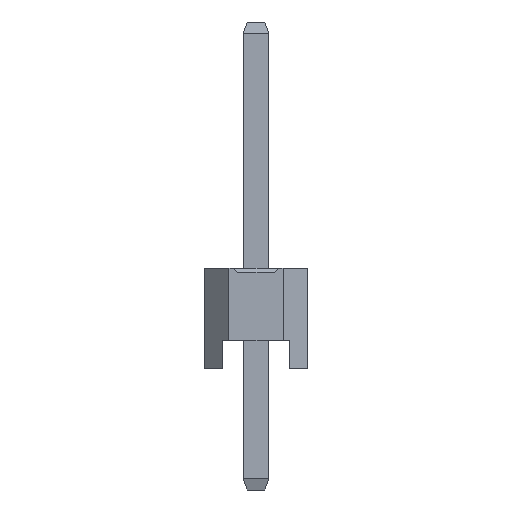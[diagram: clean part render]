
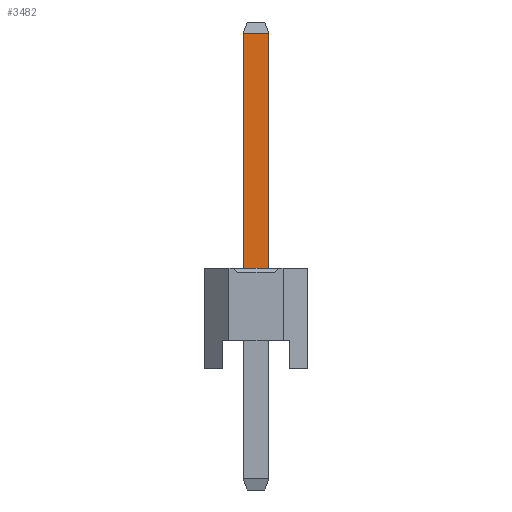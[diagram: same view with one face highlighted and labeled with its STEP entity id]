
A CAD part, left-side view. The second image highlights one B-rep face of the part: STEP entity #3482.
In plain terms, the highlighted planar face has unit normal (-1, 0, 0).
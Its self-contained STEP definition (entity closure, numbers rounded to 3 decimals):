
#3482=ADVANCED_FACE('',(#9144),#9146,.T.);
#9144=FACE_BOUND('',#9145,.T.);
#9145=EDGE_LOOP('',(#13581,#13582,#13583,#13584));
#9146=PLANE('',#9147);
#9147=AXIS2_PLACEMENT_3D('',#9148,#9149,#9150);
#9148=CARTESIAN_POINT('',(-0.32,0.32,-3.));
#9149=DIRECTION('',(-1.,0.,0.));
#9150=DIRECTION('',(0.,-1.,0.));
#13581=ORIENTED_EDGE('',*,*,#16172,.F.);
#13582=ORIENTED_EDGE('',*,*,#16167,.F.);
#13583=ORIENTED_EDGE('',*,*,#15324,.T.);
#13584=ORIENTED_EDGE('',*,*,#16171,.T.);
#15324=EDGE_CURVE('',#17526,#17530,#17532,.T.);
#16167=EDGE_CURVE('',#17526,#18794,#18797,.T.);
#16171=EDGE_CURVE('',#17530,#18801,#18803,.T.);
#16172=EDGE_CURVE('',#18794,#18801,#18804,.T.);
#17526=VERTEX_POINT('',#21298);
#17530=VERTEX_POINT('',#21306);
#17532=LINE('',#21310,#21311);
#18794=VERTEX_POINT('',#24254);
#18797=LINE('',#24261,#24262);
#18801=VERTEX_POINT('',#24271);
#18803=LINE('',#24275,#24276);
#18804=LINE('',#24278,#24279);
#21298=CARTESIAN_POINT('',(-0.32,0.32,2.5));
#21306=CARTESIAN_POINT('',(-0.32,-0.32,2.5));
#21310=CARTESIAN_POINT('',(-0.32,0.32,2.5));
#21311=VECTOR('',#21312,1.);
#21312=DIRECTION('',(0.,-1.,0.));
#24254=CARTESIAN_POINT('',(-0.32,0.32,8.325));
#24261=CARTESIAN_POINT('',(-0.32,0.32,2.5));
#24262=VECTOR('',#24263,1.);
#24263=DIRECTION('',(0.,0.,1.));
#24271=CARTESIAN_POINT('',(-0.32,-0.32,8.325));
#24275=CARTESIAN_POINT('',(-0.32,-0.32,2.5));
#24276=VECTOR('',#24277,1.);
#24277=DIRECTION('',(0.,0.,1.));
#24278=CARTESIAN_POINT('',(-0.32,0.32,8.325));
#24279=VECTOR('',#24280,1.);
#24280=DIRECTION('',(0.,-1.,0.));
